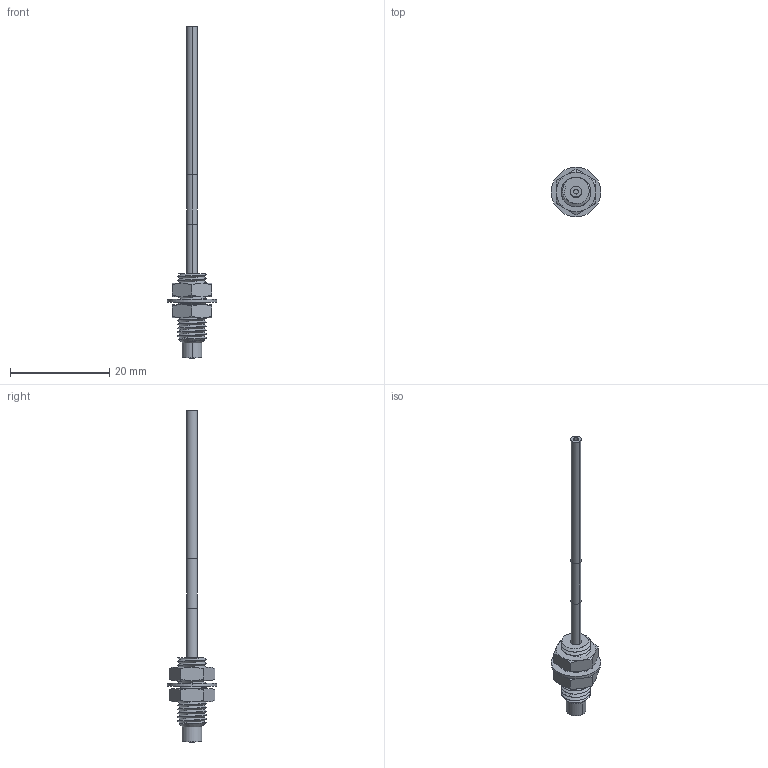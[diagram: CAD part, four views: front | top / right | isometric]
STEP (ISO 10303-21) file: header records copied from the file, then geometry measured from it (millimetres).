
FILE_DESCRIPTION((''),'2;1');
FILE_NAME('193375_ASM','2016-03-02T',('pdmadmin'),(''),'PRO/ENGINEER BY PARAMETRIC TECHNOLOGY CORPORATION, 2013230','PRO/ENGINEER BY PARAMETRIC TECHNOLOGY CORPORATION, 2013230','');
FILE_SCHEMA(('CONFIG_CONTROL_DESIGN'));
Products named in the file (7): FERRULE_12665; 66722; 33766; 10140; FIBER_CORE_1MM; 12665_ASM; 193375_ASM
Assembly tree (7 placements, depth 3):
  193375_ASM
    12665_ASM
      FERRULE_12665
      66722
      33766  x2
      10140
      FIBER_CORE_1MM
Bounding box: 10 x 10 x 67.02 mm (x, y, z)
Volume: 723.9 mm3; surface area: 1987.8 mm2
Topology: 6 solids, 7 shells, 230 faces, 556 edges, 338 vertices
Faces by surface type: cylinder 104, cone 68, plane 44, bspline 14
Entity records: 10292 total; most frequent: CARTESIAN_POINT 6170, ORIENTED_EDGE 864, DIRECTION 779, EDGE_CURVE 434, AXIS2_PLACEMENT_3D 302, VERTEX_POINT 270, EDGE_LOOP 182, VECTOR 175
